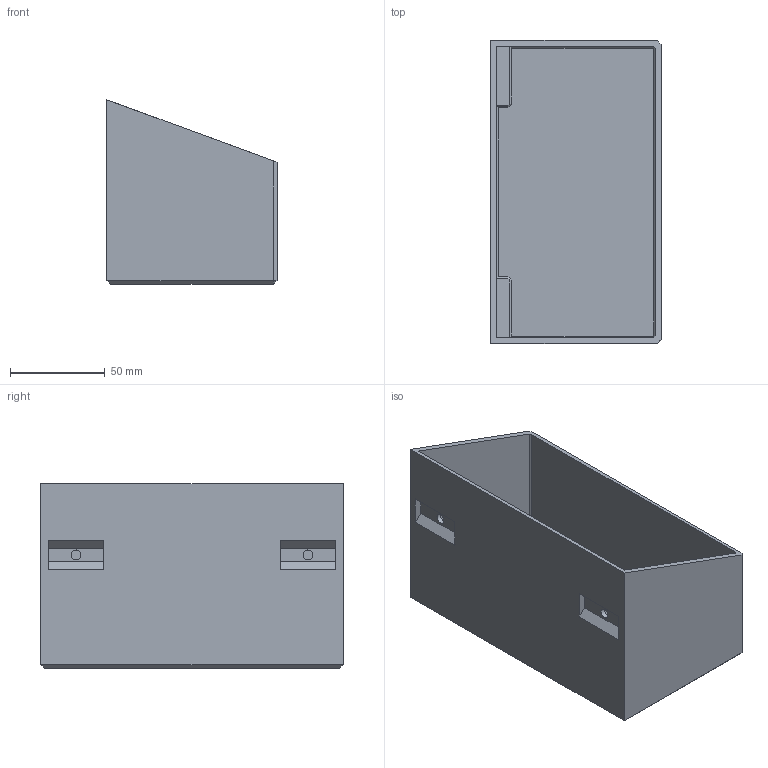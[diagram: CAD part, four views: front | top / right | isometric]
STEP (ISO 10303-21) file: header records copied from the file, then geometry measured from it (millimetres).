
FILE_DESCRIPTION(('FreeCAD Model'),'2;1');
FILE_NAME('Open CASCADE Shape Model','2025-01-21T23:07:10',(''),(''), 'Open CASCADE STEP processor 7.8','FreeCAD','Unknown');
FILE_SCHEMA(('AUTOMOTIVE_DESIGN { 1 0 10303 214 1 1 1 1 }'));
Length unit declared in the file: millimetre
Products named in the file (1): Bin
Bounding box: 90 x 160 x 97.5 mm (x, y, z)
Volume: 184035.9 mm3; surface area: 105522.3 mm2
Topology: 1 solids, 1 shells, 55 faces, 126 edges, 76 vertices
Faces by surface type: plane 51, cone 2, cylinder 2
Full cylindrical faces by diameter (mm): 5.2 x2
Entity records: 1524 total; most frequent: CARTESIAN_POINT 258, ORIENTED_EDGE 252, DIRECTION 244, EDGE_CURVE 126, LINE 120, VECTOR 120, VERTEX_POINT 76, AXIS2_PLACEMENT_3D 62
